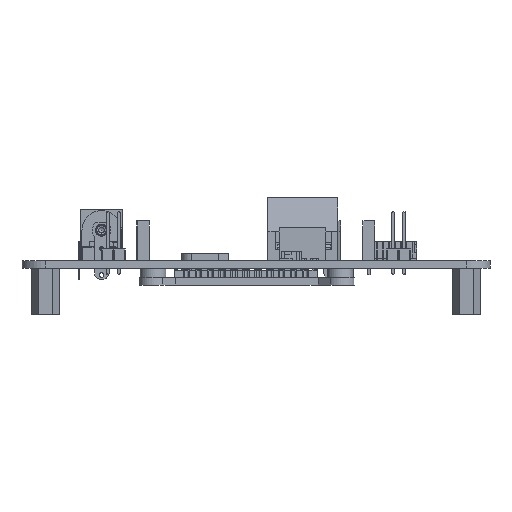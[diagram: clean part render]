
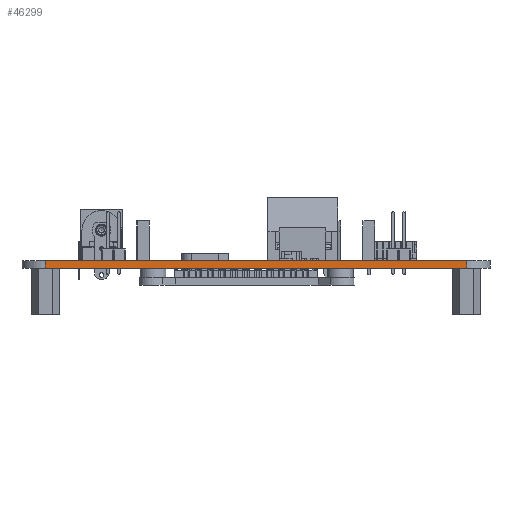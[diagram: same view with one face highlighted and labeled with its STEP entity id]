
A CAD part, front view. The second image highlights one B-rep face of the part: STEP entity #46299.
In plain terms, the highlighted planar face has unit normal (0, -1, 0).
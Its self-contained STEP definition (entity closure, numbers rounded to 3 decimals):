
#2771=PLANE('',#49777);
#4948=FACE_OUTER_BOUND('',#7658,.T.);
#7658=EDGE_LOOP('',(#33472,#33473,#33474,#33475));
#10670=LINE('',#66654,#15968);
#10672=LINE('',#66660,#15970);
#10680=LINE('',#66698,#15978);
#10681=LINE('',#66699,#15979);
#15968=VECTOR('',#54014,10.);
#15970=VECTOR('',#54020,10.);
#15978=VECTOR('',#54052,10.);
#15979=VECTOR('',#54053,10.);
#22497=VERTEX_POINT('',#66651);
#22498=VERTEX_POINT('',#66653);
#22500=VERTEX_POINT('',#66659);
#22518=VERTEX_POINT('',#66697);
#26749=EDGE_CURVE('',#22497,#22498,#10670,.T.);
#26752=EDGE_CURVE('',#22500,#22498,#10672,.T.);
#26771=EDGE_CURVE('',#22518,#22497,#10680,.T.);
#26772=EDGE_CURVE('',#22500,#22518,#10681,.T.);
#33472=ORIENTED_EDGE('',*,*,#26749,.F.);
#33473=ORIENTED_EDGE('',*,*,#26771,.F.);
#33474=ORIENTED_EDGE('',*,*,#26772,.F.);
#33475=ORIENTED_EDGE('',*,*,#26752,.T.);
#46299=ADVANCED_FACE('',(#4948),#2771,.T.);
#49777=AXIS2_PLACEMENT_3D('',#66696,#54050,#54051);
#54014=DIRECTION('',(0.,0.,-1.));
#54020=DIRECTION('',(1.,0.,0.));
#54050=DIRECTION('center_axis',(0.,-1.,0.));
#54051=DIRECTION('ref_axis',(1.,0.,0.));
#54052=DIRECTION('',(1.,0.,0.));
#54053=DIRECTION('',(0.,0.,1.));
#66651=CARTESIAN_POINT('',(45.,-65.,1.6));
#66653=CARTESIAN_POINT('',(45.,-65.,0.));
#66654=CARTESIAN_POINT('',(45.,-65.,0.));
#66659=CARTESIAN_POINT('',(-45.,-65.,0.));
#66660=CARTESIAN_POINT('',(-50.,-65.,0.));
#66696=CARTESIAN_POINT('Origin',(-50.,-65.,0.));
#66697=CARTESIAN_POINT('',(-45.,-65.,1.6));
#66698=CARTESIAN_POINT('',(-50.,-65.,1.6));
#66699=CARTESIAN_POINT('',(-45.,-65.,0.));
